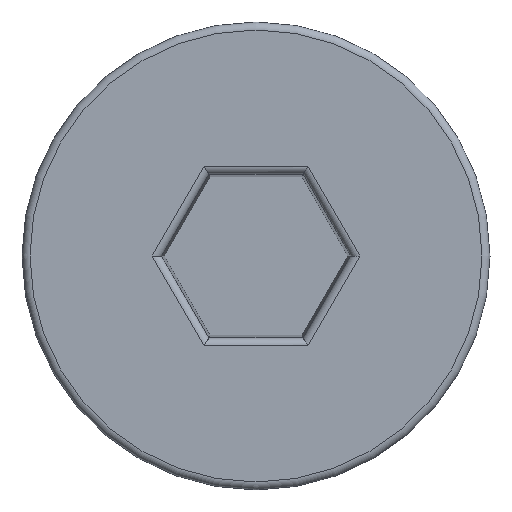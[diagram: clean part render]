
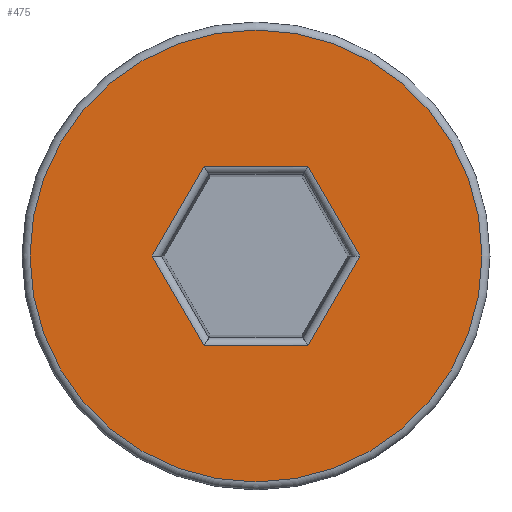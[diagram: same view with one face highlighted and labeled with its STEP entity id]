
A CAD part, left-side view. The second image highlights one B-rep face of the part: STEP entity #475.
In plain terms, the highlighted planar face has unit normal (-1, 0, 0).
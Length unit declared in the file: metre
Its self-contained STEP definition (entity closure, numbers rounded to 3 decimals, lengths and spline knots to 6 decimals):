
#16=CIRCLE('',#521,0.002819);
#61=PLANE('',#520);
#63=LINE('',#648,#91);
#66=LINE('',#658,#94);
#67=LINE('',#663,#95);
#70=LINE('',#670,#98);
#71=LINE('',#675,#99);
#73=LINE('',#678,#101);
#91=VECTOR('',#541,1.);
#94=VECTOR('',#550,1.);
#95=VECTOR('',#555,1.);
#98=VECTOR('',#562,1.);
#99=VECTOR('',#567,1.);
#101=VECTOR('',#571,1.);
#209=ORIENTED_EDGE('',*,*,#263,.T.);
#210=ORIENTED_EDGE('',*,*,#258,.T.);
#211=ORIENTED_EDGE('',*,*,#265,.T.);
#212=ORIENTED_EDGE('',*,*,#271,.T.);
#213=ORIENTED_EDGE('',*,*,#273,.T.);
#214=ORIENTED_EDGE('',*,*,#269,.T.);
#215=ORIENTED_EDGE('',*,*,#319,.T.);
#258=EDGE_CURVE('',#328,#327,#63,.T.);
#263=EDGE_CURVE('',#330,#328,#66,.T.);
#265=EDGE_CURVE('',#327,#333,#67,.T.);
#269=EDGE_CURVE('',#334,#330,#70,.T.);
#271=EDGE_CURVE('',#333,#337,#71,.T.);
#273=EDGE_CURVE('',#337,#334,#73,.T.);
#319=EDGE_CURVE('',#372,#372,#16,.T.);
#327=VERTEX_POINT('',#647);
#328=VERTEX_POINT('',#649);
#330=VERTEX_POINT('',#655);
#333=VERTEX_POINT('',#662);
#334=VERTEX_POINT('',#667);
#337=VERTEX_POINT('',#674);
#372=VERTEX_POINT('',#3454);
#403=EDGE_LOOP('',(#209,#210,#211,#212,#213,#214));
#404=EDGE_LOOP('',(#215));
#435=FACE_BOUND('',#403,.T.);
#436=FACE_BOUND('',#404,.T.);
#475=ADVANCED_FACE('',(#435,#436),#61,.F.);
#520=AXIS2_PLACEMENT_3D('',#3452,#613,#614);
#521=AXIS2_PLACEMENT_3D('',#3453,#615,#616);
#541=DIRECTION('',(0.,1.,0.));
#550=DIRECTION('',(0.,0.5,-0.866));
#555=DIRECTION('',(0.,0.5,0.866));
#562=DIRECTION('',(0.,-0.5,-0.866));
#567=DIRECTION('',(0.,-0.5,0.866));
#571=DIRECTION('',(0.,-1.,0.));
#613=DIRECTION('',(1.,0.,0.));
#614=DIRECTION('',(0.,0.,-1.));
#615=DIRECTION('',(-1.,0.,0.));
#616=DIRECTION('',(0.,0.,-1.));
#647=CARTESIAN_POINT('',(0.,0.000648,-0.001122));
#648=CARTESIAN_POINT('',(0.,0.,-0.001122));
#649=CARTESIAN_POINT('',(0.,-0.000648,-0.001122));
#655=CARTESIAN_POINT('',(0.,-0.001295,0.));
#658=CARTESIAN_POINT('',(0.,-0.000971,-0.000561));
#662=CARTESIAN_POINT('',(0.,0.001295,0.));
#663=CARTESIAN_POINT('',(0.,0.000971,-0.000561));
#667=CARTESIAN_POINT('',(0.,-0.000648,0.001122));
#670=CARTESIAN_POINT('',(0.,-0.000971,0.000561));
#674=CARTESIAN_POINT('',(0.,0.000648,0.001122));
#675=CARTESIAN_POINT('',(0.,0.000971,0.000561));
#678=CARTESIAN_POINT('',(0.,0.,0.001122));
#3452=CARTESIAN_POINT('',(0.,0.,0.));
#3453=CARTESIAN_POINT('',(0.,0.,0.));
#3454=CARTESIAN_POINT('',(0.,0.,-0.002819));
